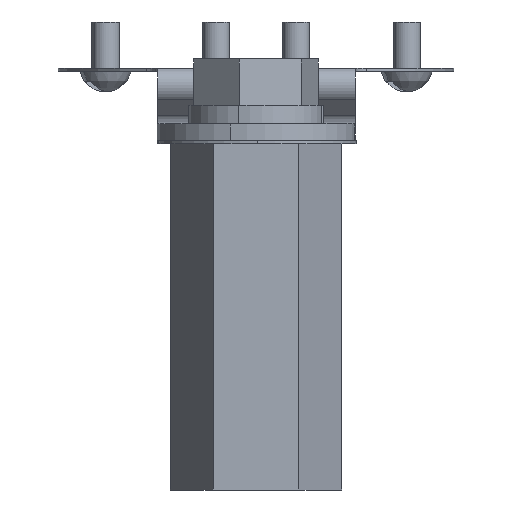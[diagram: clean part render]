
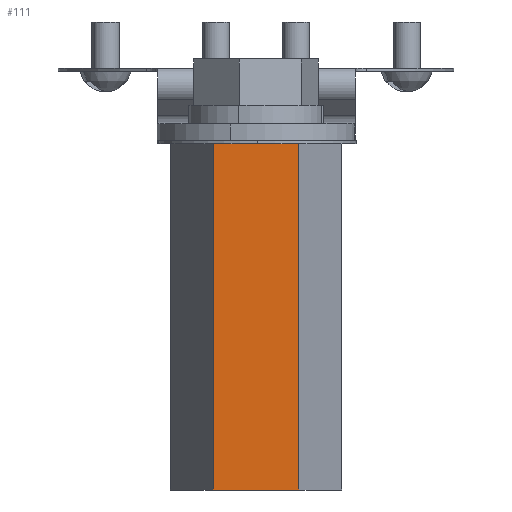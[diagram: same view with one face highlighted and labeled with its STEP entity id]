
A CAD part, left-side view. The second image highlights one B-rep face of the part: STEP entity #111.
In plain terms, the highlighted planar face has unit normal (-1, 0, 0).
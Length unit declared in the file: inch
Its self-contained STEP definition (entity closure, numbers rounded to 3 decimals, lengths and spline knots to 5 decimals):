
#111 = ADVANCED_FACE ( 'NONE', ( #2094 ), #773, .T. ) ;
#115 = CARTESIAN_POINT ( 'NONE',  ( -3.29687, -0.21651, 2.3125 ) ) ;
#773 = PLANE ( 'NONE',  #3163 ) ;
#842 = CARTESIAN_POINT ( 'NONE',  ( -3.29688, 0.21651, 2.3125 ) ) ;
#857 = CARTESIAN_POINT ( 'NONE',  ( -3.29687, -0.21651, 2.3125 ) ) ;
#1017 = EDGE_CURVE ( 'NONE', #8519, #4472, #2253, .T. ) ;
#1305 = DIRECTION ( 'NONE',  ( -1., 0., 0. ) ) ;
#1316 = LINE ( 'NONE', #7457, #5956 ) ;
#1381 = ORIENTED_EDGE ( 'NONE', *, *, #1017, .F. ) ;
#1528 = LINE ( 'NONE', #857, #7904 ) ;
#1751 = VERTEX_POINT ( 'NONE', #842 ) ;
#1780 = ORIENTED_EDGE ( 'NONE', *, *, #2999, .T. ) ;
#1829 = DIRECTION ( 'NONE',  ( 0., 1., 0. ) ) ;
#2094 = FACE_OUTER_BOUND ( 'NONE', #5475, .T. ) ;
#2158 = ORIENTED_EDGE ( 'NONE', *, *, #8436, .F. ) ;
#2253 = LINE ( 'NONE', #6880, #4668 ) ;
#2478 = CARTESIAN_POINT ( 'NONE',  ( -3.29687, -0.21651, 0.5625 ) ) ;
#2598 = CARTESIAN_POINT ( 'NONE',  ( -3.29687, -0.21651, 0.5625 ) ) ;
#2649 = DIRECTION ( 'NONE',  ( 0., 0., -1. ) ) ;
#2999 = EDGE_CURVE ( 'NONE', #1751, #3580, #1316, .T. ) ;
#3163 = AXIS2_PLACEMENT_3D ( 'NONE', #7535, #1305, #5367 ) ;
#3352 = LINE ( 'NONE', #2598, #5463 ) ;
#3574 = DIRECTION ( 'NONE',  ( 0., 1., 0. ) ) ;
#3580 = VERTEX_POINT ( 'NONE', #7136 ) ;
#4472 = VERTEX_POINT ( 'NONE', #2478 ) ;
#4668 = VECTOR ( 'NONE', #8269, 39.37008 ) ;
#4778 = EDGE_CURVE ( 'NONE', #8519, #1751, #1528, .T. ) ;
#5367 = DIRECTION ( 'NONE',  ( 0., 1., 0. ) ) ;
#5463 = VECTOR ( 'NONE', #1829, 39.37008 ) ;
#5475 = EDGE_LOOP ( 'NONE', ( #2158, #1381, #6815, #1780 ) ) ;
#5956 = VECTOR ( 'NONE', #2649, 39.37008 ) ;
#6815 = ORIENTED_EDGE ( 'NONE', *, *, #4778, .T. ) ;
#6880 = CARTESIAN_POINT ( 'NONE',  ( -3.29687, -0.21651, 2.3125 ) ) ;
#7136 = CARTESIAN_POINT ( 'NONE',  ( -3.29688, 0.21651, 0.5625 ) ) ;
#7457 = CARTESIAN_POINT ( 'NONE',  ( -3.29688, 0.21651, 2.3125 ) ) ;
#7535 = CARTESIAN_POINT ( 'NONE',  ( -3.29687, -0.21651, 2.3125 ) ) ;
#7904 = VECTOR ( 'NONE', #3574, 39.37008 ) ;
#8269 = DIRECTION ( 'NONE',  ( 0., 0., -1. ) ) ;
#8436 = EDGE_CURVE ( 'NONE', #4472, #3580, #3352, .T. ) ;
#8519 = VERTEX_POINT ( 'NONE', #115 ) ;
